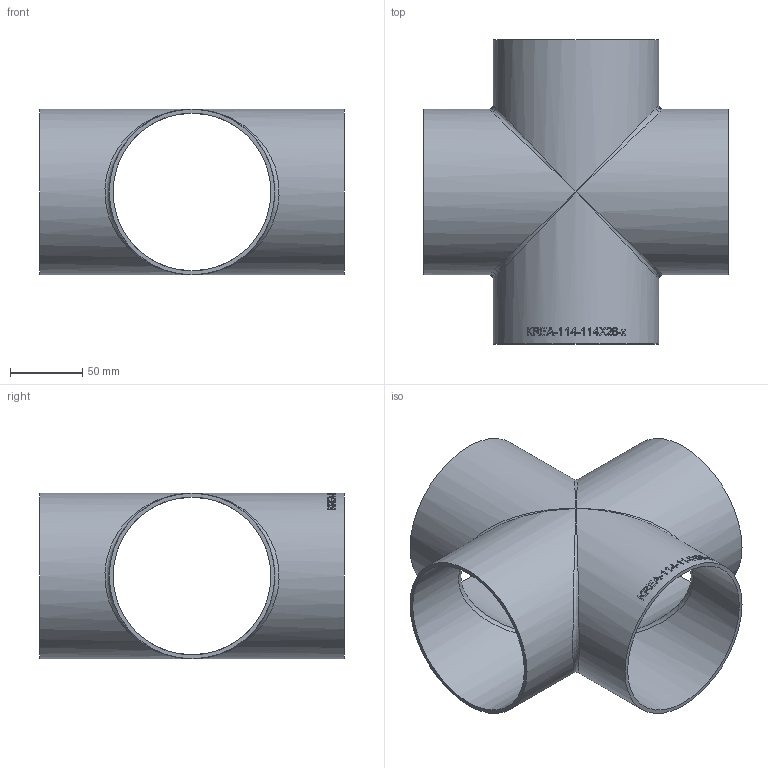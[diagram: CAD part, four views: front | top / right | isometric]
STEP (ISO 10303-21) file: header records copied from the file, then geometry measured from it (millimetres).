
FILE_DESCRIPTION (( 'STEP AP214' ), '1' );
FILE_NAME ('KREA-114-114X26-x Kreuz-Stück 2005.STEP', '2020-05-12T13:18:45', ( '' ), ( '' ), 'SwSTEP 2.0', 'SolidWorks 2019', '' );
FILE_SCHEMA (( 'AUTOMOTIVE_DESIGN' ));
Length unit declared in the file: millimetre
Products named in the file (1): KREA-114-114X26-x Kreuz-Stück 2005
Bounding box: 210 x 210 x 114.3 mm (x, y, z)
Volume: 252076.2 mm3; surface area: 197579.6 mm2
Topology: 1 solids, 1 shells, 226 faces, 603 edges, 382 vertices
Faces by surface type: plane 104, bspline 92, cylinder 30
Full cylindrical faces by diameter (mm): 109.1 x4, 114.3 x4
Entity records: 18921 total; most frequent: CARTESIAN_POINT 11961, ORIENTED_EDGE 1152, DIRECTION 668, EDGE_CURVE 576, VERTEX_POINT 380, B_SPLINE_CURVE_WITH_KNOTS 284, EDGE_LOOP 260, AXIS2_PLACEMENT_3D 257
